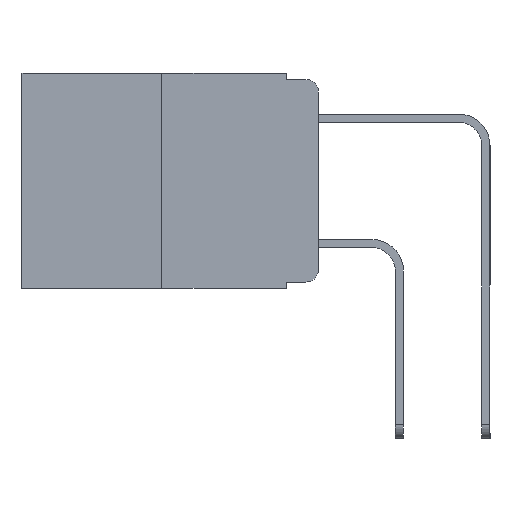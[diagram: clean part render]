
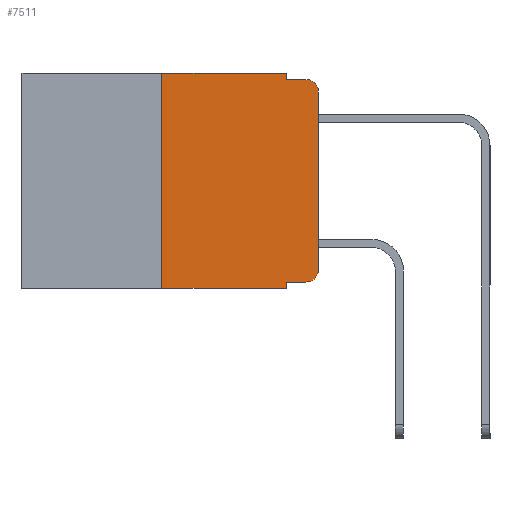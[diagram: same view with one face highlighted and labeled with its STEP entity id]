
A CAD part, left-side view. The second image highlights one B-rep face of the part: STEP entity #7511.
In plain terms, the highlighted planar face has unit normal (-1, 0, 0).
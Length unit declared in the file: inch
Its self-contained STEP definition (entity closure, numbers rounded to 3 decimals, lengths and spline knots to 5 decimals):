
#317 = AXIS2_PLACEMENT_3D ( 'NONE', #12027, #2726, #13531 ) ;
#632 = ORIENTED_EDGE ( 'NONE', *, *, #12979, .T. ) ;
#1233 = VECTOR ( 'NONE', #5288, 39.37008 ) ;
#1373 = VECTOR ( 'NONE', #15741, 39.37008 ) ;
#1429 = VERTEX_POINT ( 'NONE', #3189 ) ;
#1487 = CARTESIAN_POINT ( 'NONE',  ( 0., 0.25, 0. ) ) ;
#1690 = CIRCLE ( 'NONE', #19872, 0.02 ) ;
#1763 = CARTESIAN_POINT ( 'NONE',  ( 0., 0.051, 0. ) ) ;
#1992 = VERTEX_POINT ( 'NONE', #1763 ) ;
#2343 = CARTESIAN_POINT ( 'NONE',  ( 0., 0., -0.313 ) ) ;
#2726 = DIRECTION ( 'NONE',  ( 1., 0., 0. ) ) ;
#2730 = DIRECTION ( 'NONE',  ( -1., 0., 0. ) ) ;
#3189 = CARTESIAN_POINT ( 'NONE',  ( 0., 0.02, -0.333 ) ) ;
#3708 = EDGE_CURVE ( 'NONE', #1429, #4366, #1690, .T. ) ;
#3790 = VECTOR ( 'NONE', #13090, 39.37008 ) ;
#4262 = CARTESIAN_POINT ( 'NONE',  ( 0., 0.25, -0.343 ) ) ;
#4358 = DIRECTION ( 'NONE',  ( 0., 0., 1. ) ) ;
#4366 = VERTEX_POINT ( 'NONE', #2343 ) ;
#4469 = CARTESIAN_POINT ( 'NONE',  ( 0., 0., -0.03 ) ) ;
#4747 = CARTESIAN_POINT ( 'NONE',  ( 0., 0.02, -0.01 ) ) ;
#5023 = LINE ( 'NONE', #9964, #1233 ) ;
#5288 = DIRECTION ( 'NONE',  ( 0., -1., 0. ) ) ;
#5603 = EDGE_CURVE ( 'NONE', #8156, #1992, #11550, .T. ) ;
#5845 = EDGE_CURVE ( 'NONE', #18206, #1429, #19251, .T. ) ;
#5882 = PLANE ( 'NONE',  #317 ) ;
#5936 = EDGE_LOOP ( 'NONE', ( #7155, #632, #7688, #13378, #18086, #12214, #18553, #5973, #13096, #18035 ) ) ;
#5954 = FACE_OUTER_BOUND ( 'NONE', #5936, .T. ) ;
#5973 = ORIENTED_EDGE ( 'NONE', *, *, #6892, .F. ) ;
#6214 = CARTESIAN_POINT ( 'NONE',  ( 0., 0.051, -0.333 ) ) ;
#6313 = CARTESIAN_POINT ( 'NONE',  ( 0., 0.051, -0.333 ) ) ;
#6830 = VERTEX_POINT ( 'NONE', #4262 ) ;
#6892 = EDGE_CURVE ( 'NONE', #18206, #13991, #10335, .T. ) ;
#7155 = ORIENTED_EDGE ( 'NONE', *, *, #16014, .T. ) ;
#7511 = ADVANCED_FACE ( 'NONE', ( #5954 ), #5882, .F. ) ;
#7688 = ORIENTED_EDGE ( 'NONE', *, *, #11001, .F. ) ;
#7691 = DIRECTION ( 'NONE',  ( 0., -1., 0. ) ) ;
#8156 = VERTEX_POINT ( 'NONE', #16472 ) ;
#8796 = CARTESIAN_POINT ( 'NONE',  ( 0., 0.051, 0. ) ) ;
#8967 = VECTOR ( 'NONE', #4358, 39.37008 ) ;
#8968 = EDGE_CURVE ( 'NONE', #6830, #8156, #12098, .T. ) ;
#9221 = DIRECTION ( 'NONE',  ( -1., 0., 0. ) ) ;
#9230 = VECTOR ( 'NONE', #19290, 39.37008 ) ;
#9779 = LINE ( 'NONE', #12652, #1373 ) ;
#9964 = CARTESIAN_POINT ( 'NONE',  ( 0., 0.051, -0.01 ) ) ;
#9990 = EDGE_CURVE ( 'NONE', #1992, #18521, #13211, .T. ) ;
#10335 = LINE ( 'NONE', #17960, #17354 ) ;
#10554 = DIRECTION ( 'NONE',  ( 0., 0., -1. ) ) ;
#10773 = CIRCLE ( 'NONE', #19624, 0.02 ) ;
#10890 = DIRECTION ( 'NONE',  ( 0., 0., 1. ) ) ;
#11001 = EDGE_CURVE ( 'NONE', #18521, #19967, #5023, .T. ) ;
#11509 = CARTESIAN_POINT ( 'NONE',  ( 0., 0.051, -0.343 ) ) ;
#11550 = LINE ( 'NONE', #14734, #3790 ) ;
#12027 = CARTESIAN_POINT ( 'NONE',  ( 0., 0.473, 0. ) ) ;
#12098 = LINE ( 'NONE', #1487, #16096 ) ;
#12214 = ORIENTED_EDGE ( 'NONE', *, *, #8968, .F. ) ;
#12652 = CARTESIAN_POINT ( 'NONE',  ( 0., 0.473, -0.343 ) ) ;
#12841 = CARTESIAN_POINT ( 'NONE',  ( 0., 0.02, -0.313 ) ) ;
#12940 = VERTEX_POINT ( 'NONE', #4469 ) ;
#12979 = EDGE_CURVE ( 'NONE', #12940, #19967, #10773, .T. ) ;
#13090 = DIRECTION ( 'NONE',  ( 0., -1., 0. ) ) ;
#13096 = ORIENTED_EDGE ( 'NONE', *, *, #5845, .T. ) ;
#13211 = LINE ( 'NONE', #8796, #9230 ) ;
#13378 = ORIENTED_EDGE ( 'NONE', *, *, #9990, .F. ) ;
#13531 = DIRECTION ( 'NONE',  ( 0., 0., -1. ) ) ;
#13905 = LINE ( 'NONE', #16550, #8967 ) ;
#13991 = VERTEX_POINT ( 'NONE', #11509 ) ;
#14730 = DIRECTION ( 'NONE',  ( 0., 0., -1. ) ) ;
#14734 = CARTESIAN_POINT ( 'NONE',  ( 0., 0.473, 0. ) ) ;
#15741 = DIRECTION ( 'NONE',  ( 0., -1., 0. ) ) ;
#16014 = EDGE_CURVE ( 'NONE', #4366, #12940, #13905, .T. ) ;
#16096 = VECTOR ( 'NONE', #10890, 39.37008 ) ;
#16290 = EDGE_CURVE ( 'NONE', #6830, #13991, #9779, .T. ) ;
#16472 = CARTESIAN_POINT ( 'NONE',  ( 0., 0.25, 0. ) ) ;
#16550 = CARTESIAN_POINT ( 'NONE',  ( 0., 0., 0. ) ) ;
#17354 = VECTOR ( 'NONE', #10554, 39.37008 ) ;
#17684 = CARTESIAN_POINT ( 'NONE',  ( 0., 0.051, -0.01 ) ) ;
#17960 = CARTESIAN_POINT ( 'NONE',  ( 0., 0.051, 0. ) ) ;
#18035 = ORIENTED_EDGE ( 'NONE', *, *, #3708, .T. ) ;
#18086 = ORIENTED_EDGE ( 'NONE', *, *, #5603, .F. ) ;
#18206 = VERTEX_POINT ( 'NONE', #6313 ) ;
#18218 = CARTESIAN_POINT ( 'NONE',  ( 0., 0.02, -0.03 ) ) ;
#18521 = VERTEX_POINT ( 'NONE', #17684 ) ;
#18553 = ORIENTED_EDGE ( 'NONE', *, *, #16290, .T. ) ;
#19251 = LINE ( 'NONE', #6214, #19710 ) ;
#19290 = DIRECTION ( 'NONE',  ( 0., 0., -1. ) ) ;
#19624 = AXIS2_PLACEMENT_3D ( 'NONE', #18218, #9221, #19696 ) ;
#19696 = DIRECTION ( 'NONE',  ( 0., 0., -1. ) ) ;
#19710 = VECTOR ( 'NONE', #7691, 39.37008 ) ;
#19872 = AXIS2_PLACEMENT_3D ( 'NONE', #12841, #2730, #14730 ) ;
#19967 = VERTEX_POINT ( 'NONE', #4747 ) ;
